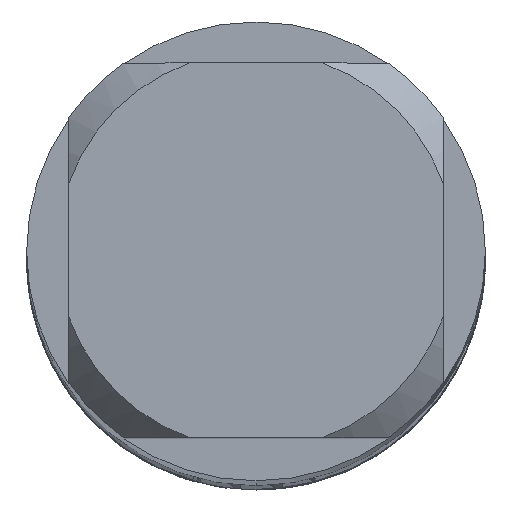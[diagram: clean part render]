
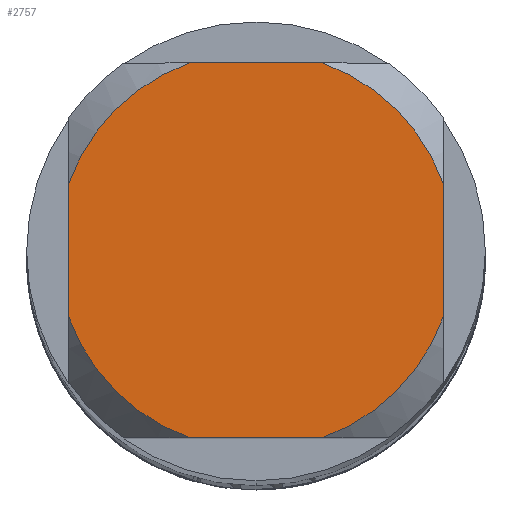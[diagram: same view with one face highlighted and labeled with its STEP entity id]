
A CAD part, top view. The second image highlights one B-rep face of the part: STEP entity #2757.
In plain terms, the highlighted planar face has unit normal (0, 0, 1).
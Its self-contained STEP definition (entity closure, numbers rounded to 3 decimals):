
#2003=EDGE_CURVE('',#3785,#2079,#5802,.T.);
#2079=VERTEX_POINT('',#5885);
#2383=VERTEX_POINT('',#6222);
#2477=EDGE_CURVE('',#3731,#3495,#6322,.T.);
#2585=VERTEX_POINT('',#6443);
#2625=EDGE_CURVE('',#2383,#3709,#6488,.T.);
#2757=ADVANCED_FACE('',(#6637),#6638,.T.);
#2975=EDGE_CURVE('',#2585,#3709,#6869,.T.);
#3239=EDGE_CURVE('',#2383,#3495,#7153,.T.);
#3495=VERTEX_POINT('',#7430);
#3637=EDGE_CURVE('',#3785,#4131,#7578,.T.);
#3709=VERTEX_POINT('',#7658);
#3731=VERTEX_POINT('',#7681);
#3785=VERTEX_POINT('',#7740);
#4089=EDGE_CURVE('',#2585,#4131,#8082,.T.);
#4131=VERTEX_POINT('',#8125);
#4405=EDGE_CURVE('',#3731,#2079,#8416,.T.);
#5802=CIRCLE('',#10033,2.6);
#5885=CARTESIAN_POINT('',(0.87,-2.45,0.0));
#6222=CARTESIAN_POINT('',(-2.45,0.87,0.0));
#6322=CIRCLE('',#12055,2.6);
#6443=CARTESIAN_POINT('',(0.87,2.45,0.0));
#6488=CIRCLE('',#12413,2.6);
#6637=FACE_OUTER_BOUND('',#12693,.T.);
#6638=PLANE('',#12694);
#6869=LINE('',#13278,#13279);
#7153=LINE('',#13900,#13901);
#7430=CARTESIAN_POINT('',(-2.45,-0.87,0.0));
#7578=LINE('',#14938,#14939);
#7658=CARTESIAN_POINT('',(-0.87,2.45,0.0));
#7681=CARTESIAN_POINT('',(-0.87,-2.45,0.0));
#7740=CARTESIAN_POINT('',(2.45,-0.87,0.0));
#8082=CIRCLE('',#16129,2.6);
#8125=CARTESIAN_POINT('',(2.45,0.87,0.0));
#8416=LINE('',#16902,#16903);
#10033=AXIS2_PLACEMENT_3D('',#20644,#20645,#20646);
#12055=AXIS2_PLACEMENT_3D('',#21301,#21302,#21303);
#12413=AXIS2_PLACEMENT_3D('',#21530,#21531,#21532);
#12693=EDGE_LOOP('',(#21728,#21729,#21730,#21731,#21732,#21733,#21734,#21735));
#12694=AXIS2_PLACEMENT_3D('',#21736,#21737,#21738);
#13278=CARTESIAN_POINT('',(0.0,2.45,0.0));
#13279=VECTOR('',#21917,1.0);
#13900=CARTESIAN_POINT('',(-2.45,0.65,0.0));
#13901=VECTOR('',#22164,1.0);
#14938=CARTESIAN_POINT('',(2.45,0.65,0.0));
#14939=VECTOR('',#22513,1.0);
#16129=AXIS2_PLACEMENT_3D('',#23056,#23057,#23058);
#16902=CARTESIAN_POINT('',(0.0,-2.45,0.0));
#16903=VECTOR('',#23318,1.0);
#20644=CARTESIAN_POINT('',(0.0,0.0,0.0));
#20645=DIRECTION('',(0.0,0.0,-1.0));
#20646=DIRECTION('',(0.0,1.0,0.0));
#21301=CARTESIAN_POINT('',(0.0,0.0,0.0));
#21302=DIRECTION('',(0.0,0.0,-1.0));
#21303=DIRECTION('',(0.0,1.0,0.0));
#21530=CARTESIAN_POINT('',(0.0,0.0,0.0));
#21531=DIRECTION('',(0.0,0.0,-1.0));
#21532=DIRECTION('',(0.0,1.0,0.0));
#21728=ORIENTED_EDGE('',*,*,#3239,.T.);
#21729=ORIENTED_EDGE('',*,*,#2477,.F.);
#21730=ORIENTED_EDGE('',*,*,#4405,.T.);
#21731=ORIENTED_EDGE('',*,*,#2003,.F.);
#21732=ORIENTED_EDGE('',*,*,#3637,.T.);
#21733=ORIENTED_EDGE('',*,*,#4089,.F.);
#21734=ORIENTED_EDGE('',*,*,#2975,.T.);
#21735=ORIENTED_EDGE('',*,*,#2625,.F.);
#21736=CARTESIAN_POINT('',(0.0,1.3,0.0));
#21737=DIRECTION('',(-0.0,0.0,1.0));
#21738=DIRECTION('',(0.0,-1.0,0.0));
#21917=DIRECTION('',(-1.0,0.0,0.0));
#22164=DIRECTION('',(-0.0,-1.0,0.0));
#22513=DIRECTION('',(-0.0,1.0,0.0));
#23056=CARTESIAN_POINT('',(0.0,0.0,0.0));
#23057=DIRECTION('',(0.0,0.0,-1.0));
#23058=DIRECTION('',(0.0,1.0,0.0));
#23318=DIRECTION('',(1.0,0.0,0.0));
